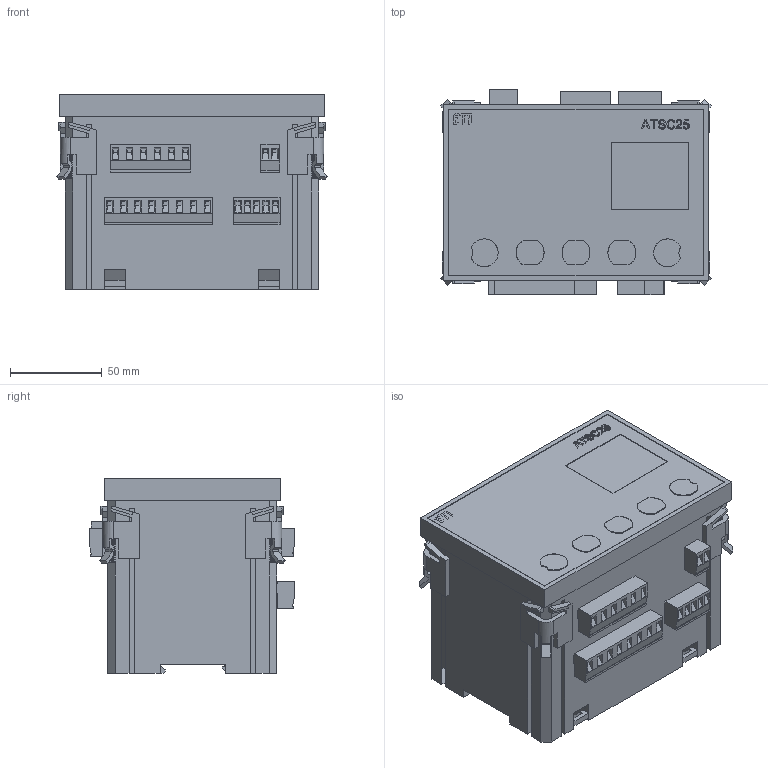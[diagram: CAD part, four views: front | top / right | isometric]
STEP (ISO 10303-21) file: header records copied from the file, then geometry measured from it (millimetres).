
FILE_DESCRIPTION((''),'2;1');
FILE_NAME('ATSC25_ASM','2021-08-24T',('marketing.praksa'),('Audax d.o.o.'),'CREO PARAMETRIC BY PTC INC, 2017480','CREO PARAMETRIC BY PTC INC, 2017480','');
FILE_SCHEMA(('AUTOMOTIVE_DESIGN { 1 0 10303 214 1 1 1 1 }'));
Products named in the file (821): OPEN_CASCADE_STEP_TRANSLAT-3265; OPEN_CASCADE_STEP_TRANSLAT-7948; OPEN_CASCADE_STEP_TRANSLA-17345; OPEN_CASCADE_STEP_TRANSLA-28211; OPEN_CASCADE_STEP_TRANSLA-32517; OPEN_CASCADE_STEP_TRANSLA-38478; OPEN_CASCADE_STEP_TRANSLA-41169; OPEN_CASCADE_STEP_TRANSLA-48604; OPEN_CASCADE_STEP_TRANSLA-53828; OPEN_CASCADE_STEP_TRANSLA-58511; OPEN_CASCADE_STEP_TRANSLA-63194; OPEN_CASCADE_STEP_TRANSLA-67877; OPEN_CASCADE_STEP_TRANSLA-68036; OPEN_CASCADE_STEP_TRANSLA-68129; OPEN_CASCADE_STEP_TRANSLA-68222; OPEN_CASCADE_STEP_TRANSLA-68315; OPEN_CASCADE_STEP_TRANSLA-68600; OPEN_CASCADE_STEP_TRANSLA-71979; OPEN_CASCADE_STEP_TRANSLA-76392; OPEN_CASCADE_STEP_TRANSLA-76901; OPEN_CASCADE_STEP_TRANSLA-77124; OPEN_CASCADE_STEP_TRANSLA-77697; OPEN_CASCADE_STEP_TRANSLA-77918; OPEN_CASCADE_STEP_TRANSLA-78139; OPEN_CASCADE_STEP_TRANSLA-78430; OPEN_CASCADE_STEP_TRANSLA-78523; OPEN_CASCADE_STEP_TRANSLA-78616; OPEN_CASCADE_STEP_TRANSLA-79105; OPEN_CASCADE_STEP_TRANSLA-79198; OPEN_CASCADE_STEP_TRANSLA-79291; OPEN_CASCADE_STEP_TRANSLA-79384; OPEN_CASCADE_STEP_TRANSLA-79477; OPEN_CASCADE_STEP_TRANSLA-79570; OPEN_CASCADE_STEP_TRANSLA-80191; OPEN_CASCADE_STEP_TRANSLA-80284; OPEN_CASCADE_STEP_TRANSLA-80377; OPEN_CASCADE_STEP_TRANSLA-80470; OPEN_CASCADE_STEP_TRANSLA-80563; OPEN_CASCADE_STEP_TRANSLA-80656; OPEN_CASCADE_STEP_TRANSLA-80877 ...
Assembly tree (820 placements, depth 5):
  ATSC25_ASM
    ATSC25_V2_ASM_1_ASM
      OPEN_CASCADE_STEP_TRANSLATOR-_3_ASM
        OPEN_CASCADE_STEP_TRANSLAT-3265
        OPEN_CASCADE_STEP_TRANSLAT-7948
        OPEN_CASCADE_STEP_TRANSLA-17345
        OPEN_CASCADE_STEP_TRANSLA-28211
        OPEN_CASCADE_STEP_TRANSLA-32517
        OPEN_CASCADE_STEP_TRANSLA-38478
        OPEN_CASCADE_STEP_TRANSLA-41169
        OPEN_CASCADE_STEP_TRANSLA-48604
        OPEN_CASCADE_STEP_TRANSLA-53828
        OPEN_CASCADE_STEP_TRANSLA-58511
        OPEN_CASCADE_STEP_TRANSLA-63194
        OPEN_CASCADE_STEP_TRANSLA-67877
        OPEN_CASCADE_STEP_TRANSLA-68036
        OPEN_CASCADE_STEP_TRANSLA-68129
        OPEN_CASCADE_STEP_TRANSLA-68222
        OPEN_CASCADE_STEP_TRANSLA-68315
        OPEN_CASCADE_STEP_TRANSLA-68600
        OPEN_CASCADE_STEP_TRANSLA-71979
        OPEN_CASCADE_STEP_TRANSLA-76392
        OPEN_CASCADE_STEP_TRANSLA-76901
        OPEN_CASCADE_STEP_TRANSLA-77124
        OPEN_CASCADE_STEP_TRANSLA-77697
        OPEN_CASCADE_STEP_TRANSLA-77918
        OPEN_CASCADE_STEP_TRANSLA-78139
        OPEN_CASCADE_STEP_TRANSLA-78430
        OPEN_CASCADE_STEP_TRANSLA-78523
        OPEN_CASCADE_STEP_TRANSLA-78616
        OPEN_CASCADE_STEP_TRANSLA-79105
        OPEN_CASCADE_STEP_TRANSLA-79198
        OPEN_CASCADE_STEP_TRANSLA-79291
        OPEN_CASCADE_STEP_TRANSLA-79384
        OPEN_CASCADE_STEP_TRANSLA-79477
        OPEN_CASCADE_STEP_TRANSLA-79570
        OPEN_CASCADE_STEP_TRANSLA-80191
        OPEN_CASCADE_STEP_TRANSLA-80284
        OPEN_CASCADE_STEP_TRANSLA-80377
        OPEN_CASCADE_STEP_TRANSLA-80470
        OPEN_CASCADE_STEP_TRANSLA-80563
        OPEN_CASCADE_STEP_TRANSLA-80656
        OPEN_CASCADE_STEP_TRANSLA-80877
        OPEN_CASCADE_STEP_TRANSLA-80970
        OPEN_CASCADE_STEP_TRANSLA-81127
        OPEN_CASCADE_STEP_TRANSLA-81220
        OPEN_CASCADE_STEP_TRANSLA-81313
        OPEN_CASCADE_STEP_TRANSLA-81406
        OPEN_CASCADE_STEP_TRANSLA-81499
        OPEN_CASCADE_STEP_TRANSLA-81592
        OPEN_CASCADE_STEP_TRANSLA-81685
        OPEN_CASCADE_STEP_TRANSLA-81842
        OPEN_CASCADE_STEP_TRANSLA-81999
        OPEN_CASCADE_STEP_TRANSLA-82092
        OPEN_CASCADE_STEP_TRANSLA-82604
        OPEN_CASCADE_STEP_TRANSLA-82697
        OPEN_CASCADE_STEP_TRANSLA-82790
        OPEN_CASCADE_STEP_TRANSLA-85379
        OPEN_CASCADE_STEP_TRANSLA-85472
        OPEN_CASCADE_STEP_TRANSLA-85565
Bounding box: 147.18 x 111.7 x 106.17 mm (x, y, z)
Volume: 43596.6 mm3; surface area: 118399 mm2
Topology: 20 solids, 819 shells, 2346 faces, 8503 edges, 7114 vertices
Faces by surface type: plane 2229, cylinder 117
Entity records: 173914 total; most frequent: CARTESIAN_POINT 20821, DIRECTION 18353, ORIENTED_EDGE 12628, PRESENTATION_STYLE_ASSIGNMENT 11009, STYLED_ITEM 11009, EDGE_CURVE 8503, CURVE_STYLE 8359, VECTOR 8219
